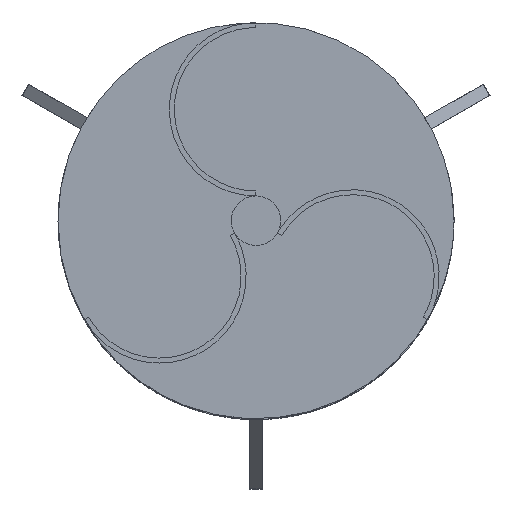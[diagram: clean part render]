
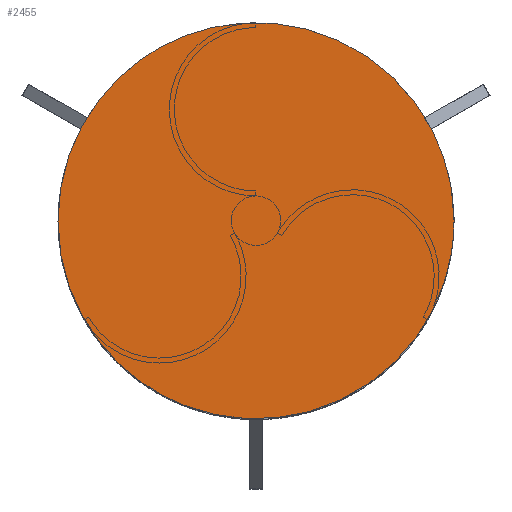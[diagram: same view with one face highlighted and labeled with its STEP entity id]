
A CAD part, top view. The second image highlights one B-rep face of the part: STEP entity #2455.
In plain terms, the highlighted free-form (B-spline) face has degree [1, 1] with [2, 2] control points.
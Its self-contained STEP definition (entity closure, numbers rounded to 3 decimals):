
#2407 = EDGE_CURVE('',#2408,#2408,#2410,.T.);
#2408 = VERTEX_POINT('',#2409);
#2409 = CARTESIAN_POINT('',(141.453,172.039,
    1143.253));
#2410 = ( BOUNDED_CURVE() B_SPLINE_CURVE(2,(#2411,#2412,#2413,#2414,
#2415,#2416,#2417),.UNSPECIFIED.,.T.,.F.) B_SPLINE_CURVE_WITH_KNOTS((1,2
    ,2,2,2,1),(-2.094,0.,2.094,4.189,
6.283,8.378),.UNSPECIFIED.) CURVE() 
GEOMETRIC_REPRESENTATION_ITEM() RATIONAL_B_SPLINE_CURVE((1.,0.5,1.,0.5,
1.,0.5,1.)) REPRESENTATION_ITEM('') );
#2411 = CARTESIAN_POINT('',(141.453,172.039,
    1143.253));
#2412 = CARTESIAN_POINT('',(141.453,533.214,
    1143.253));
#2413 = CARTESIAN_POINT('',(-171.333,352.627,
    1143.253));
#2414 = CARTESIAN_POINT('',(-484.12,172.039,
    1143.253));
#2415 = CARTESIAN_POINT('',(-171.333,-8.548,
    1143.253));
#2416 = CARTESIAN_POINT('',(141.453,-189.135,
    1143.253));
#2417 = CARTESIAN_POINT('',(141.453,172.039,
    1143.253));
#2455 = ADVANCED_FACE('',(#2456),#2459,.T.);
#2456 = FACE_BOUND('',#2457,.T.);
#2457 = EDGE_LOOP('',(#2458));
#2458 = ORIENTED_EDGE('',*,*,#2407,.T.);
#2459 = B_SPLINE_SURFACE_WITH_KNOTS('',1,1,(
    (#2460,#2461)
    ,(#2462,#2463
    )),.UNSPECIFIED.,.F.,.F.,.F.,(2,2),(2,2),(-200.,200.),(-200.,200.),
  .PIECEWISE_BEZIER_KNOTS.);
#2460 = CARTESIAN_POINT('',(-275.595,-36.485,
    1143.253));
#2461 = CARTESIAN_POINT('',(-275.595,380.564,
    1143.253));
#2462 = CARTESIAN_POINT('',(141.453,-36.485,
    1143.253));
#2463 = CARTESIAN_POINT('',(141.453,380.564,
    1143.253));
